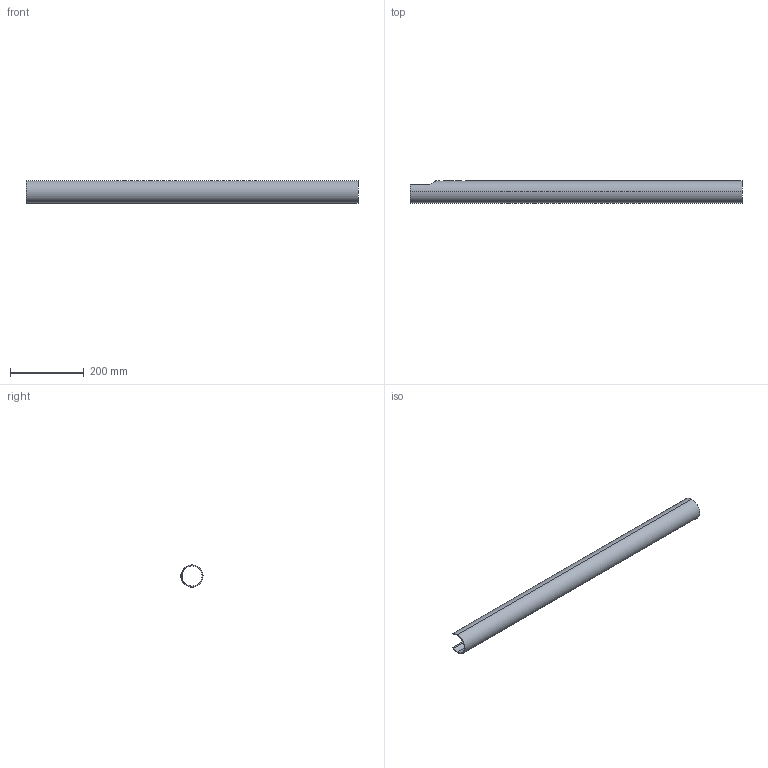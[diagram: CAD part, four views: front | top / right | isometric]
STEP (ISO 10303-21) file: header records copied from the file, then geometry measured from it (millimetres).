
FILE_DESCRIPTION (( 'STEP AP203' ), '1' );
FILE_NAME ('lisse1_Défaut_sldprt.STEP', '2019-10-30T08:17:02', ( '' ), ( '' ), 'SwSTEP 2.0', 'SolidWorks 2017', '' );
FILE_SCHEMA (( 'CONFIG_CONTROL_DESIGN' ));
Length unit declared in the file: millimetre
Products named in the file (1): lisse1_Défaut_sldprt
Bounding box: 900 x 60 x 60 mm (x, y, z)
Volume: 398467.3 mm3; surface area: 319454.1 mm2
Topology: 1 solids, 1 shells, 20 faces, 56 edges, 36 vertices
Faces by surface type: cylinder 12, plane 8
Entity records: 1139 total; most frequent: CARTESIAN_POINT 537, ORIENTED_EDGE 112, DIRECTION 104, EDGE_CURVE 56, AXIS2_PLACEMENT_3D 39, VERTEX_POINT 36, VECTOR 26, EDGE_LOOP 26
